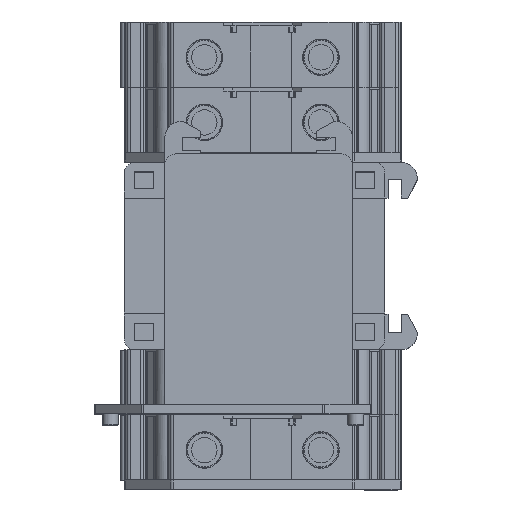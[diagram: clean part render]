
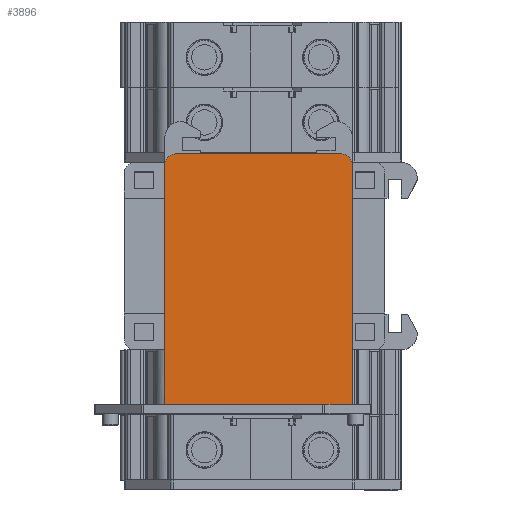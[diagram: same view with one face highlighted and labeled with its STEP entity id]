
A CAD part, top view. The second image highlights one B-rep face of the part: STEP entity #3896.
In plain terms, the highlighted planar face has unit normal (0, 0, 1).
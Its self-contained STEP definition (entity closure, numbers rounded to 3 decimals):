
#3896 = ADVANCED_FACE( '', ( #7957 ), #7958, .T. );
#7957 = FACE_OUTER_BOUND( '', #12085, .T. );
#7958 = PLANE( '', #12086 );
#12085 = EDGE_LOOP( '', ( #24053, #24054, #24055, #24056, #24057, #24058, #24059, #24060 ) );
#12086 = AXIS2_PLACEMENT_3D( '', #24061, #24062, #24063 );
#24053 = ORIENTED_EDGE( '', *, *, #28189, .F. );
#24054 = ORIENTED_EDGE( '', *, *, #24796, .T. );
#24055 = ORIENTED_EDGE( '', *, *, #27604, .F. );
#24056 = ORIENTED_EDGE( '', *, *, #29236, .T. );
#24057 = ORIENTED_EDGE( '', *, *, #29113, .T. );
#24058 = ORIENTED_EDGE( '', *, *, #29237, .T. );
#24059 = ORIENTED_EDGE( '', *, *, #27934, .T. );
#24060 = ORIENTED_EDGE( '', *, *, #29238, .T. );
#24061 = CARTESIAN_POINT( '', ( 13.73, 40., 49.52 ) );
#24062 = DIRECTION( '', ( 0., 0., 1. ) );
#24063 = DIRECTION( '', ( 1., 0., 0. ) );
#24796 = EDGE_CURVE( '', #29838, #29836, #29839, .T. );
#27604 = EDGE_CURVE( '', #34387, #29836, #34389, .T. );
#27934 = EDGE_CURVE( '', #34862, #34860, #34863, .T. );
#28189 = EDGE_CURVE( '', #29838, #35186, #35187, .T. );
#29113 = EDGE_CURVE( '', #36248, #36246, #36249, .T. );
#29236 = EDGE_CURVE( '', #34387, #36248, #36376, .T. );
#29237 = EDGE_CURVE( '', #36246, #34862, #36377, .T. );
#29238 = EDGE_CURVE( '', #34860, #35186, #36378, .T. );
#29836 = VERTEX_POINT( '', #37146 );
#29838 = VERTEX_POINT( '', #37149 );
#29839 = CIRCLE( '', #37150, 1.8 );
#34387 = VERTEX_POINT( '', #43454 );
#34389 = LINE( '', #43457, #43458 );
#34860 = VERTEX_POINT( '', #44120 );
#34862 = VERTEX_POINT( '', #44123 );
#34863 = LINE( '', #44124, #44125 );
#35186 = VERTEX_POINT( '', #44573 );
#35187 = LINE( '', #44574, #44575 );
#36246 = VERTEX_POINT( '', #46056 );
#36248 = VERTEX_POINT( '', #46059 );
#36249 = LINE( '', #46060, #46061 );
#36376 = CIRCLE( '', #46217, 1.71 );
#36377 = CIRCLE( '', #46218, 1.71 );
#36378 = CIRCLE( '', #46219, 1.71 );
#37146 = CARTESIAN_POINT( '', ( 14.03, 1.8, 49.52 ) );
#37149 = CARTESIAN_POINT( '', ( 12.23, 0., 49.52 ) );
#37150 = AXIS2_PLACEMENT_3D( '', #46711, #46712, #46713 );
#43454 = CARTESIAN_POINT( '', ( 14.03, 38.29, 49.52 ) );
#43457 = CARTESIAN_POINT( '', ( 14.03, 40., 49.52 ) );
#43458 = VECTOR( '', #50176, 1000. );
#44120 = CARTESIAN_POINT( '', ( -14.77, 1.71, 49.52 ) );
#44123 = CARTESIAN_POINT( '', ( -14.77, 38.29, 49.52 ) );
#44124 = CARTESIAN_POINT( '', ( -14.77, 40., 49.52 ) );
#44125 = VECTOR( '', #50567, 1000. );
#44573 = CARTESIAN_POINT( '', ( -13.06, 0., 49.52 ) );
#44574 = CARTESIAN_POINT( '', ( -14.47, 0., 49.52 ) );
#44575 = VECTOR( '', #50822, 1000. );
#46056 = CARTESIAN_POINT( '', ( -13.06, 40., 49.52 ) );
#46059 = CARTESIAN_POINT( '', ( 12.32, 40., 49.52 ) );
#46060 = CARTESIAN_POINT( '', ( -0.37, 40., 49.52 ) );
#46061 = VECTOR( '', #51524, 1000. );
#46217 = AXIS2_PLACEMENT_3D( '', #51578, #51579, #51580 );
#46218 = AXIS2_PLACEMENT_3D( '', #51581, #51582, #51583 );
#46219 = AXIS2_PLACEMENT_3D( '', #51584, #51585, #51586 );
#46711 = CARTESIAN_POINT( '', ( 12.23, 1.8, 49.52 ) );
#46712 = DIRECTION( '', ( 0., 0., 1. ) );
#46713 = DIRECTION( '', ( 1., 0., 0. ) );
#50176 = DIRECTION( '', ( 0., -1., 0. ) );
#50567 = DIRECTION( '', ( 0., -1., 0. ) );
#50822 = DIRECTION( '', ( -1., 0., 0. ) );
#51524 = DIRECTION( '', ( -1., 0., 0. ) );
#51578 = CARTESIAN_POINT( '', ( 12.32, 38.29, 49.52 ) );
#51579 = DIRECTION( '', ( 0., 0., 1. ) );
#51580 = DIRECTION( '', ( 1., 0., 0. ) );
#51581 = CARTESIAN_POINT( '', ( -13.06, 38.29, 49.52 ) );
#51582 = DIRECTION( '', ( 0., 0., 1. ) );
#51583 = DIRECTION( '', ( 1., 0., 0. ) );
#51584 = CARTESIAN_POINT( '', ( -13.06, 1.71, 49.52 ) );
#51585 = DIRECTION( '', ( 0., 0., 1. ) );
#51586 = DIRECTION( '', ( 1., 0., 0. ) );
